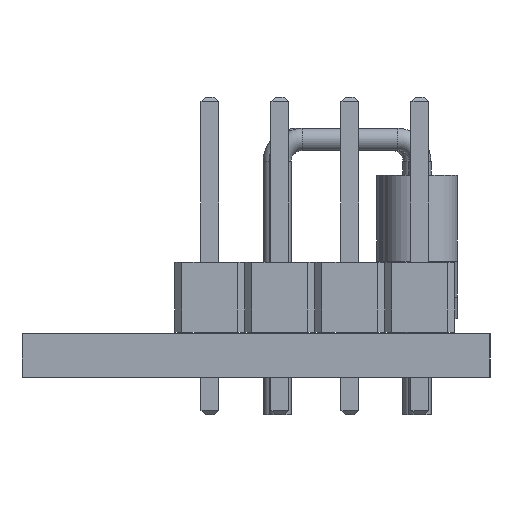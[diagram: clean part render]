
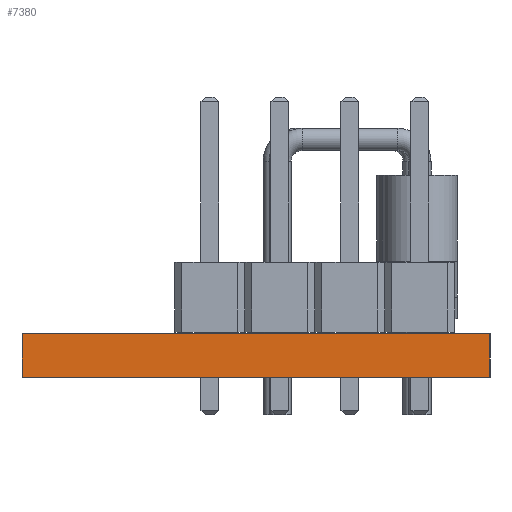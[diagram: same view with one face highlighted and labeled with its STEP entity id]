
A CAD part, left-side view. The second image highlights one B-rep face of the part: STEP entity #7380.
In plain terms, the highlighted planar face has unit normal (-1, 0, 0).
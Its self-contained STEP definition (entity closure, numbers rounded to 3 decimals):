
#7199 = PLANE('',#7200);
#7200 = AXIS2_PLACEMENT_3D('',#7201,#7202,#7203);
#7201 = CARTESIAN_POINT('',(179.07,-105.41,0.));
#7202 = DIRECTION('',(0.,-1.,0.));
#7203 = DIRECTION('',(-1.,0.,0.));
#7224 = VERTEX_POINT('',#7225);
#7225 = CARTESIAN_POINT('',(100.33,-105.41,1.58));
#7239 = PLANE('',#7240);
#7240 = AXIS2_PLACEMENT_3D('',#7241,#7242,#7243);
#7241 = CARTESIAN_POINT('',(139.7,-96.917,1.58));
#7242 = DIRECTION('',(-0.,-0.,-1.));
#7243 = DIRECTION('',(-1.,0.,0.));
#7251 = EDGE_CURVE('',#7252,#7224,#7254,.T.);
#7252 = VERTEX_POINT('',#7253);
#7253 = CARTESIAN_POINT('',(100.33,-105.41,0.));
#7254 = SURFACE_CURVE('',#7255,(#7259,#7266),.PCURVE_S1.);
#7255 = LINE('',#7256,#7257);
#7256 = CARTESIAN_POINT('',(100.33,-105.41,0.));
#7257 = VECTOR('',#7258,1.);
#7258 = DIRECTION('',(0.,0.,1.));
#7259 = PCURVE('',#7199,#7260);
#7260 = DEFINITIONAL_REPRESENTATION('',(#7261),#7265);
#7261 = LINE('',#7262,#7263);
#7262 = CARTESIAN_POINT('',(78.74,0.));
#7263 = VECTOR('',#7264,1.);
#7264 = DIRECTION('',(0.,-1.));
#7265 = ( GEOMETRIC_REPRESENTATION_CONTEXT(2) 
PARAMETRIC_REPRESENTATION_CONTEXT() REPRESENTATION_CONTEXT('2D SPACE',''
  ) );
#7266 = PCURVE('',#7267,#7272);
#7267 = PLANE('',#7268);
#7268 = AXIS2_PLACEMENT_3D('',#7269,#7270,#7271);
#7269 = CARTESIAN_POINT('',(100.33,-105.41,0.));
#7270 = DIRECTION('',(-1.,0.,0.));
#7271 = DIRECTION('',(0.,1.,0.));
#7272 = DEFINITIONAL_REPRESENTATION('',(#7273),#7277);
#7273 = LINE('',#7274,#7275);
#7274 = CARTESIAN_POINT('',(0.,0.));
#7275 = VECTOR('',#7276,1.);
#7276 = DIRECTION('',(0.,-1.));
#7277 = ( GEOMETRIC_REPRESENTATION_CONTEXT(2) 
PARAMETRIC_REPRESENTATION_CONTEXT() REPRESENTATION_CONTEXT('2D SPACE',''
  ) );
#7293 = PLANE('',#7294);
#7294 = AXIS2_PLACEMENT_3D('',#7295,#7296,#7297);
#7295 = CARTESIAN_POINT('',(139.7,-96.917,0.));
#7296 = DIRECTION('',(-0.,-0.,-1.));
#7297 = DIRECTION('',(-1.,0.,0.));
#7326 = PLANE('',#7327);
#7327 = AXIS2_PLACEMENT_3D('',#7328,#7329,#7330);
#7328 = CARTESIAN_POINT('',(100.33,-88.424,0.));
#7329 = DIRECTION('',(0.,1.,0.));
#7330 = DIRECTION('',(1.,0.,0.));
#7380 = ADVANCED_FACE('',(#7381),#7267,.T.);
#7381 = FACE_BOUND('',#7382,.T.);
#7382 = EDGE_LOOP('',(#7383,#7384,#7407,#7430));
#7383 = ORIENTED_EDGE('',*,*,#7251,.T.);
#7384 = ORIENTED_EDGE('',*,*,#7385,.T.);
#7385 = EDGE_CURVE('',#7224,#7386,#7388,.T.);
#7386 = VERTEX_POINT('',#7387);
#7387 = CARTESIAN_POINT('',(100.33,-88.424,1.58));
#7388 = SURFACE_CURVE('',#7389,(#7393,#7400),.PCURVE_S1.);
#7389 = LINE('',#7390,#7391);
#7390 = CARTESIAN_POINT('',(100.33,-105.41,1.58));
#7391 = VECTOR('',#7392,1.);
#7392 = DIRECTION('',(0.,1.,0.));
#7393 = PCURVE('',#7267,#7394);
#7394 = DEFINITIONAL_REPRESENTATION('',(#7395),#7399);
#7395 = LINE('',#7396,#7397);
#7396 = CARTESIAN_POINT('',(0.,-1.58));
#7397 = VECTOR('',#7398,1.);
#7398 = DIRECTION('',(1.,0.));
#7399 = ( GEOMETRIC_REPRESENTATION_CONTEXT(2) 
PARAMETRIC_REPRESENTATION_CONTEXT() REPRESENTATION_CONTEXT('2D SPACE',''
  ) );
#7400 = PCURVE('',#7239,#7401);
#7401 = DEFINITIONAL_REPRESENTATION('',(#7402),#7406);
#7402 = LINE('',#7403,#7404);
#7403 = CARTESIAN_POINT('',(39.37,-8.493));
#7404 = VECTOR('',#7405,1.);
#7405 = DIRECTION('',(0.,1.));
#7406 = ( GEOMETRIC_REPRESENTATION_CONTEXT(2) 
PARAMETRIC_REPRESENTATION_CONTEXT() REPRESENTATION_CONTEXT('2D SPACE',''
  ) );
#7407 = ORIENTED_EDGE('',*,*,#7408,.F.);
#7408 = EDGE_CURVE('',#7409,#7386,#7411,.T.);
#7409 = VERTEX_POINT('',#7410);
#7410 = CARTESIAN_POINT('',(100.33,-88.424,0.));
#7411 = SURFACE_CURVE('',#7412,(#7416,#7423),.PCURVE_S1.);
#7412 = LINE('',#7413,#7414);
#7413 = CARTESIAN_POINT('',(100.33,-88.424,0.));
#7414 = VECTOR('',#7415,1.);
#7415 = DIRECTION('',(0.,0.,1.));
#7416 = PCURVE('',#7267,#7417);
#7417 = DEFINITIONAL_REPRESENTATION('',(#7418),#7422);
#7418 = LINE('',#7419,#7420);
#7419 = CARTESIAN_POINT('',(16.986,0.));
#7420 = VECTOR('',#7421,1.);
#7421 = DIRECTION('',(0.,-1.));
#7422 = ( GEOMETRIC_REPRESENTATION_CONTEXT(2) 
PARAMETRIC_REPRESENTATION_CONTEXT() REPRESENTATION_CONTEXT('2D SPACE',''
  ) );
#7423 = PCURVE('',#7326,#7424);
#7424 = DEFINITIONAL_REPRESENTATION('',(#7425),#7429);
#7425 = LINE('',#7426,#7427);
#7426 = CARTESIAN_POINT('',(0.,0.));
#7427 = VECTOR('',#7428,1.);
#7428 = DIRECTION('',(0.,-1.));
#7429 = ( GEOMETRIC_REPRESENTATION_CONTEXT(2) 
PARAMETRIC_REPRESENTATION_CONTEXT() REPRESENTATION_CONTEXT('2D SPACE',''
  ) );
#7430 = ORIENTED_EDGE('',*,*,#7431,.F.);
#7431 = EDGE_CURVE('',#7252,#7409,#7432,.T.);
#7432 = SURFACE_CURVE('',#7433,(#7437,#7444),.PCURVE_S1.);
#7433 = LINE('',#7434,#7435);
#7434 = CARTESIAN_POINT('',(100.33,-105.41,0.));
#7435 = VECTOR('',#7436,1.);
#7436 = DIRECTION('',(0.,1.,0.));
#7437 = PCURVE('',#7267,#7438);
#7438 = DEFINITIONAL_REPRESENTATION('',(#7439),#7443);
#7439 = LINE('',#7440,#7441);
#7440 = CARTESIAN_POINT('',(0.,0.));
#7441 = VECTOR('',#7442,1.);
#7442 = DIRECTION('',(1.,0.));
#7443 = ( GEOMETRIC_REPRESENTATION_CONTEXT(2) 
PARAMETRIC_REPRESENTATION_CONTEXT() REPRESENTATION_CONTEXT('2D SPACE',''
  ) );
#7444 = PCURVE('',#7293,#7445);
#7445 = DEFINITIONAL_REPRESENTATION('',(#7446),#7450);
#7446 = LINE('',#7447,#7448);
#7447 = CARTESIAN_POINT('',(39.37,-8.493));
#7448 = VECTOR('',#7449,1.);
#7449 = DIRECTION('',(0.,1.));
#7450 = ( GEOMETRIC_REPRESENTATION_CONTEXT(2) 
PARAMETRIC_REPRESENTATION_CONTEXT() REPRESENTATION_CONTEXT('2D SPACE',''
  ) );
